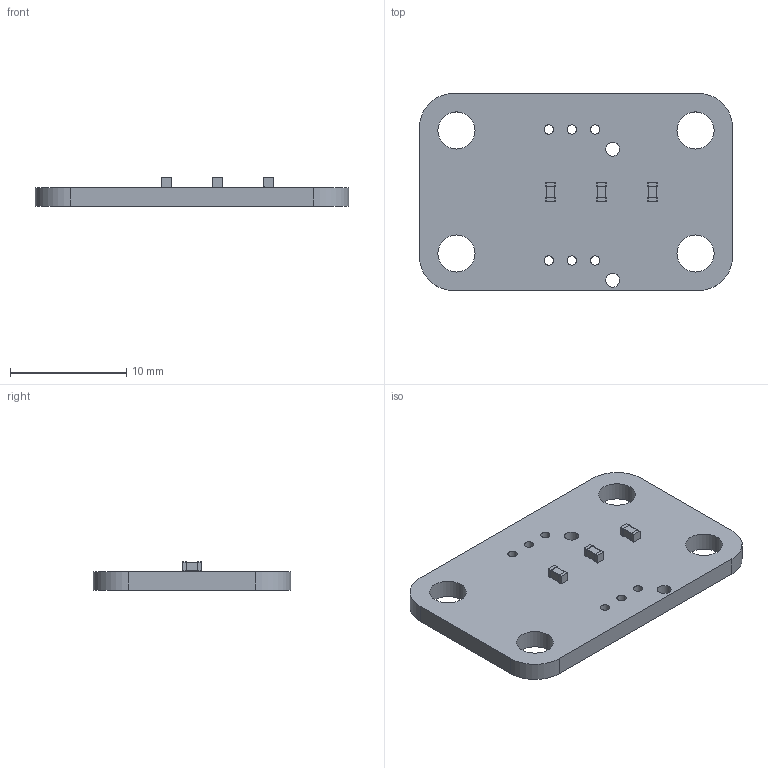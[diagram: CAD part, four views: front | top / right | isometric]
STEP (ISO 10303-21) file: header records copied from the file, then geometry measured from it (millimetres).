
FILE_DESCRIPTION(('KiCad electronic assembly'),'2;1');
FILE_NAME('EXTERNAL_LED_BOARD.step','2021-10-01T23:15:02',('An Author'), ('A Company'),'Open CASCADE STEP processor 6.9', 'KiCad to STEP converter','Unknown');
FILE_SCHEMA(('AUTOMOTIVE_DESIGN { 1 0 10303 214 1 1 1 1 }'));
Length unit declared in the file: millimetre
Products named in the file (4): Open CASCADE STEP translator 6.9 1; C_0603_1608Metric; SOLID; COMPOUND
Assembly tree (5 placements, depth 3):
  Open CASCADE STEP translator 6.9 1
    C_0603_1608Metric  x3
      SOLID
    COMPOUND
Bounding box: 27 x 17 x 2.45 mm (x, y, z)
Volume: 664.9 mm3; surface area: 1079.5 mm2
Topology: 4 solids, 4 shells, 106 faces, 276 edges, 184 vertices
Faces by surface type: plane 54, cylinder 52
Full cylindrical faces by diameter (mm): 0.8 x6, 1.2 x2, 3.2 x4
Entity records: 3668 total; most frequent: CARTESIAN_POINT 612, DIRECTION 552, LINE 284, VECTOR 284, ORIENTED_EDGE 264, PCURVE 264, DEFINITIONAL_REPRESENTATION 264, EDGE_CURVE 132
